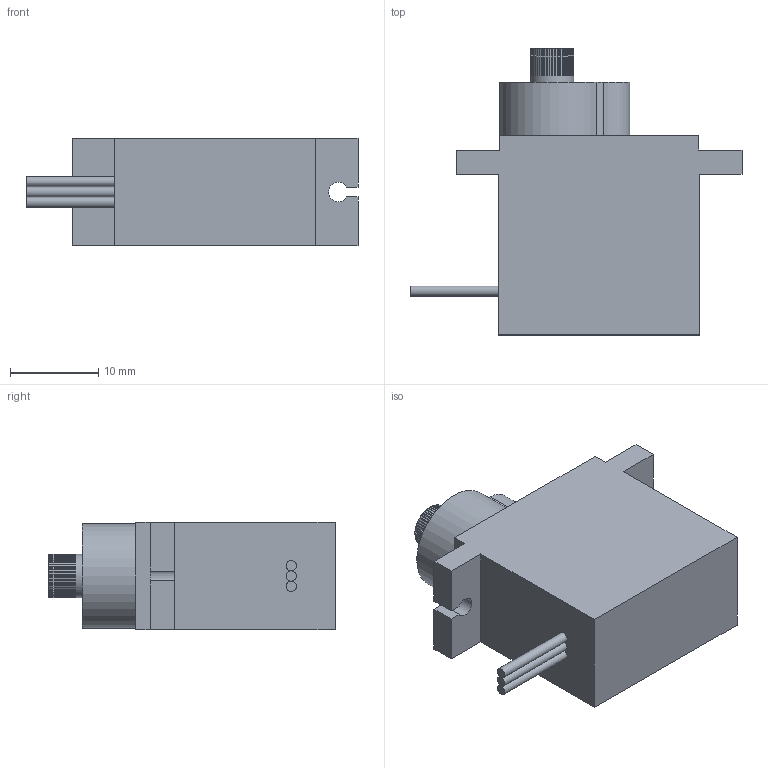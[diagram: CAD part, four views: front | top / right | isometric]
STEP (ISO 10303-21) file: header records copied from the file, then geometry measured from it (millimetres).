
FILE_DESCRIPTION(/* description */ (''),/* implementation_level */ '2;1');
FILE_NAME(/* name */ 'servo_mg905 v2.step',/* time_stamp */ '2025-07-14T22:56:34-05:00',/* author */ (''),/* organization */ (''),/* preprocessor_version */ 'ST-DEVELOPER v20.1',/* originating_system */ 'Autodesk Translation Framework v14.10.0.0',/* authorisation */ '');
FILE_SCHEMA (('AUTOMOTIVE_DESIGN { 1 0 10303 214 3 1 1 }'));
Length unit declared in the file: millimetre
Products named in the file (1): SERVO_MG905
Bounding box: 37.59 x 32.4 x 12.18 mm (x, y, z)
Volume: 7401.7 mm3; surface area: 2933 mm2
Topology: 1 solids, 1 shells, 187 faces, 539 edges, 359 vertices
Faces by surface type: plane 176, cylinder 11
Full cylindrical faces by diameter (mm): 1.15 x3, 2 x1, 4.9 x1
Entity records: 6161 total; most frequent: CARTESIAN_POINT 1086, ORIENTED_EDGE 1078, DIRECTION 1038, EDGE_CURVE 539, LINE 416, VECTOR 416, VERTEX_POINT 359, AXIS2_PLACEMENT_3D 311
